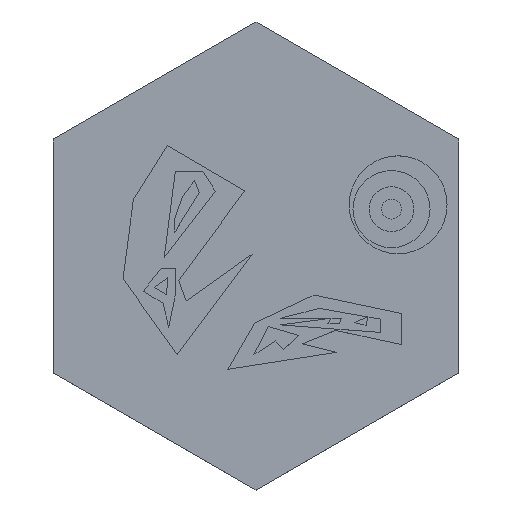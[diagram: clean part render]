
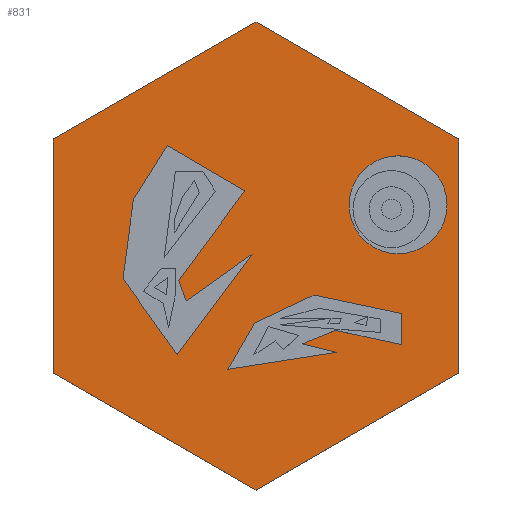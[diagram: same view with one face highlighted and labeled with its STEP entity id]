
A CAD part, top view. The second image highlights one B-rep face of the part: STEP entity #831.
In plain terms, the highlighted planar face has unit normal (0, 0, 1).
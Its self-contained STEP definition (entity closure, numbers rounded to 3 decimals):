
#831=ADVANCED_FACE('',(#919,#921),#923,.T.);
#919=FACE_BOUND('',#920,.T.);
#920=EDGE_LOOP('',(#1551,#1552,#1553,#1554,#1555,#1556));
#921=FACE_BOUND('',#922,.T.);
#922=EDGE_LOOP('',(#1557));
#923=PLANE('',#924);
#924=AXIS2_PLACEMENT_3D('',#925,#926,#927);
#925=CARTESIAN_POINT('',(0.,0.,100.));
#926=DIRECTION('',(0.,0.,1.));
#927=DIRECTION('',(1.,0.,0.));
#1551=ORIENTED_EDGE('',*,*,#1915,.T.);
#1552=ORIENTED_EDGE('',*,*,#1916,.T.);
#1553=ORIENTED_EDGE('',*,*,#1917,.T.);
#1554=ORIENTED_EDGE('',*,*,#1918,.T.);
#1555=ORIENTED_EDGE('',*,*,#1919,.T.);
#1556=ORIENTED_EDGE('',*,*,#1920,.T.);
#1557=ORIENTED_EDGE('',*,*,#1921,.T.);
#1915=EDGE_CURVE('',#2097,#2098,#2099,.T.);
#1916=EDGE_CURVE('',#2098,#2100,#2101,.T.);
#1917=EDGE_CURVE('',#2100,#2102,#2103,.T.);
#1918=EDGE_CURVE('',#2102,#2104,#2105,.T.);
#1919=EDGE_CURVE('',#2104,#2106,#2107,.T.);
#1920=EDGE_CURVE('',#2106,#2097,#2108,.T.);
#1921=EDGE_CURVE('',#2109,#2109,#2110,.F.);
#2097=VERTEX_POINT('',#2403);
#2098=VERTEX_POINT('',#2404);
#2099=LINE('',#2405,#2406);
#2100=VERTEX_POINT('',#2408);
#2101=LINE('',#2409,#2410);
#2102=VERTEX_POINT('',#2412);
#2103=LINE('',#2413,#2414);
#2104=VERTEX_POINT('',#2416);
#2105=LINE('',#2417,#2418);
#2106=VERTEX_POINT('',#2420);
#2107=LINE('',#2421,#2422);
#2108=LINE('',#2424,#2425);
#2109=VERTEX_POINT('',#2427);
#2110=CIRCLE('',#2428,180.);
#2403=CARTESIAN_POINT('',(0.,0.,100.));
#2404=CARTESIAN_POINT('',(-430.,-744.782,100.));
#2405=CARTESIAN_POINT('',(0.,0.,100.));
#2406=VECTOR('',#2407,1.);
#2407=DIRECTION('',(-0.5,-0.866,0.));
#2408=CARTESIAN_POINT('',(0.,-1489.564,100.));
#2409=CARTESIAN_POINT('',(-430.,-744.782,100.));
#2410=VECTOR('',#2411,1.);
#2411=DIRECTION('',(0.5,-0.866,0.));
#2412=CARTESIAN_POINT('',(860.,-1489.564,100.));
#2413=CARTESIAN_POINT('',(0.,-1489.564,100.));
#2414=VECTOR('',#2415,1.);
#2415=DIRECTION('',(1.,0.,0.));
#2416=CARTESIAN_POINT('',(1290.,-744.782,100.));
#2417=CARTESIAN_POINT('',(860.,-1489.564,100.));
#2418=VECTOR('',#2419,1.);
#2419=DIRECTION('',(0.5,0.866,0.));
#2420=CARTESIAN_POINT('',(860.,0.,100.));
#2421=CARTESIAN_POINT('',(1290.,-744.782,100.));
#2422=VECTOR('',#2423,1.);
#2423=DIRECTION('',(-0.5,0.866,0.));
#2424=CARTESIAN_POINT('',(860.,0.,100.));
#2425=VECTOR('',#2426,1.);
#2426=DIRECTION('',(-1.,0.,0.));
#2427=CARTESIAN_POINT('',(944.075,-230.71,100.));
#2428=AXIS2_PLACEMENT_3D('',#2429,#2430,#2431);
#2429=CARTESIAN_POINT('',(788.191,-320.71,100.));
#2430=DIRECTION('',(0.,0.,1.));
#2431=DIRECTION('',(0.866,0.5,0.));
